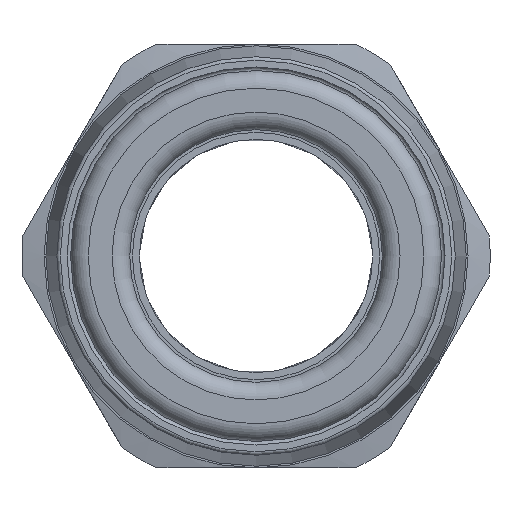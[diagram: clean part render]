
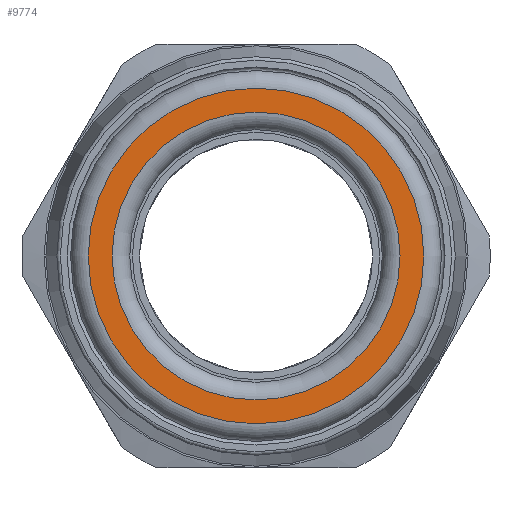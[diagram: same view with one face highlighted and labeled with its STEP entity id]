
A CAD part, left-side view. The second image highlights one B-rep face of the part: STEP entity #9774.
In plain terms, the highlighted planar face has unit normal (-1, 0, 0).
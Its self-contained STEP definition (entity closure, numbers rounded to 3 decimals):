
#2138=PLANE('',#10939);
#2283=FACE_BOUND('',#3564,.T.);
#2851=FACE_OUTER_BOUND('',#3563,.T.);
#3563=EDGE_LOOP('',(#9119));
#3564=EDGE_LOOP('',(#9120));
#4079=CIRCLE('',#10915,9.5);
#4091=CIRCLE('',#10938,8.15);
#5019=VERTEX_POINT('',#17586);
#5031=VERTEX_POINT('',#17621);
#6382=EDGE_CURVE('',#5019,#5019,#4079,.T.);
#6394=EDGE_CURVE('',#5031,#5031,#4091,.T.);
#9119=ORIENTED_EDGE('',*,*,#6382,.F.);
#9120=ORIENTED_EDGE('',*,*,#6394,.T.);
#9774=ADVANCED_FACE('',(#2851,#2283),#2138,.T.);
#10915=AXIS2_PLACEMENT_3D('',#17587,#13857,#13858);
#10938=AXIS2_PLACEMENT_3D('',#17622,#13903,#13904);
#10939=AXIS2_PLACEMENT_3D('',#17623,#13905,#13906);
#13857=DIRECTION('center_axis',(1.,0.,0.));
#13858=DIRECTION('ref_axis',(0.,0.,-1.));
#13903=DIRECTION('center_axis',(1.,0.,0.));
#13904=DIRECTION('ref_axis',(0.,0.,-1.));
#13905=DIRECTION('center_axis',(-1.,0.,0.));
#13906=DIRECTION('ref_axis',(0.,0.,1.));
#17586=CARTESIAN_POINT('',(0.,9.5,0.));
#17587=CARTESIAN_POINT('Origin',(0.,0.,0.));
#17621=CARTESIAN_POINT('',(0.,8.15,0.));
#17622=CARTESIAN_POINT('Origin',(0.,0.,0.));
#17623=CARTESIAN_POINT('Origin',(0.,9.5,0.));
